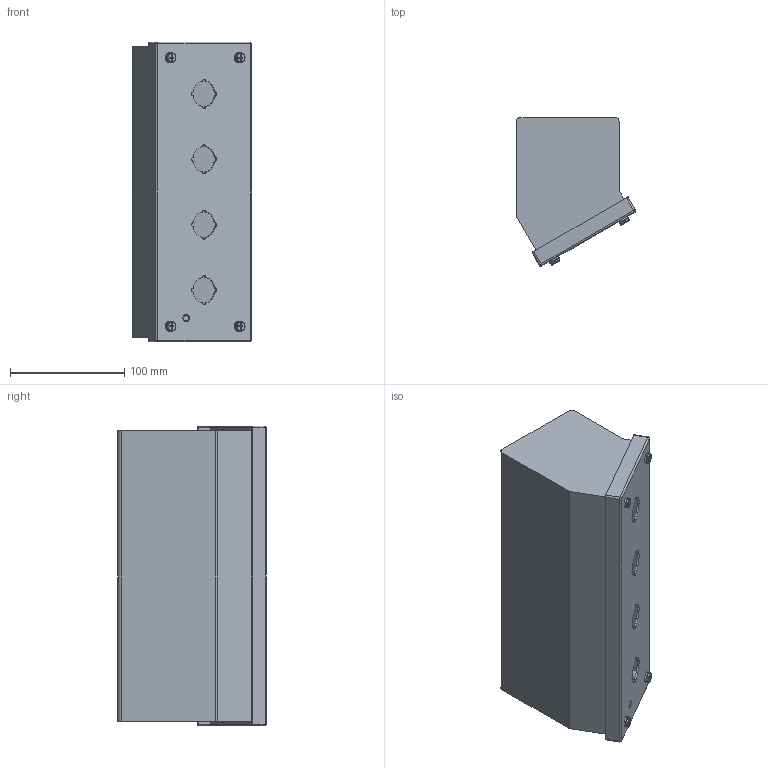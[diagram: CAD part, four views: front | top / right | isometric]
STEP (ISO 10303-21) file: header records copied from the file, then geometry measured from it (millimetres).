
FILE_DESCRIPTION (( 'STEP AP214' ), '1' );
FILE_NAME ('SCE-4PBAI.STEP', '2022-07-29T18:51:44', ( '' ), ( '' ), 'SwSTEP 2.0', 'SolidWorks 2021', '' );
FILE_SCHEMA (( 'AUTOMOTIVE_DESIGN' ));
Length unit declared in the file: inch
Products named in the file (1): SCE-4PBAI
Bounding box: 104.06 x 129.48 x 261.94 mm (x, y, z)
Volume: 204844.1 mm3; surface area: 272681.6 mm2
Topology: 16 solids, 16 shells, 458 faces, 1171 edges, 692 vertices
Faces by surface type: plane 164, cylinder 152, bspline 124, cone 18
Full cylindrical faces by diameter (mm): 3.708 x4, 4.775 x5, 4.826 x5, 5.588 x4, 6.35 x4, 6.502 x1, 6.604 x4, 6.756 x4, 6.858 x4, 7.112 x1, 7.417 x8, 8.052 x4, 8.484 x4, 8.636 x4, 9.195 x4
Entity records: 17081 total; most frequent: CARTESIAN_POINT 7255, ORIENTED_EDGE 1914, DIRECTION 1838, EDGE_CURVE 957, AXIS2_PLACEMENT_3D 710, VERTEX_POINT 663, EDGE_LOOP 622, FACE_OUTER_BOUND 550
